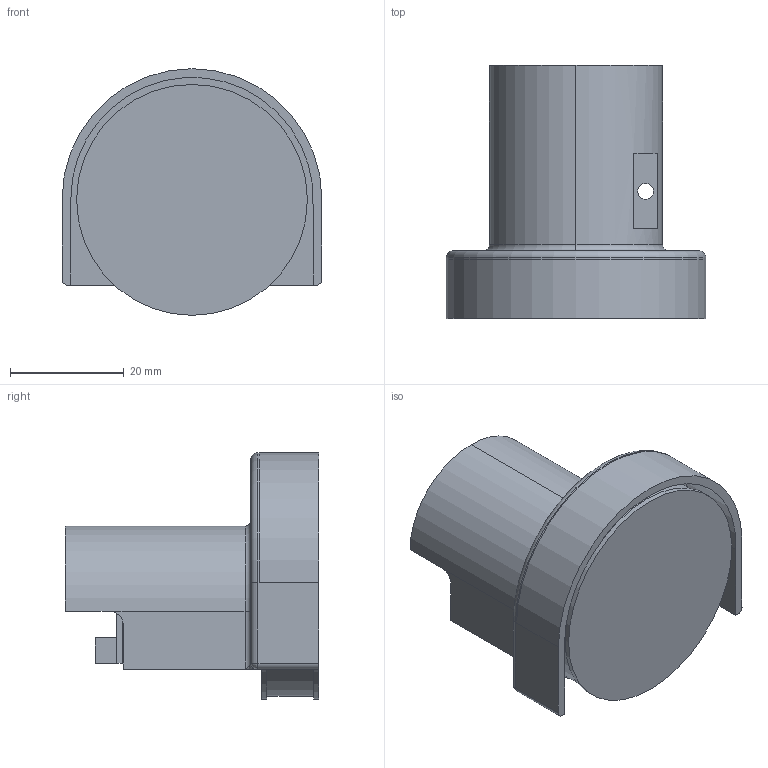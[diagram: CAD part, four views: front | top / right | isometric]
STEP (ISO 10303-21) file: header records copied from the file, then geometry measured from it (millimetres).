
FILE_DESCRIPTION(('FreeCAD Model'),'2;1');
FILE_NAME('Open CASCADE Shape Model','2023-03-03T01:28:19',(''),(''), 'Open CASCADE STEP processor 7.6','FreeCAD','Unknown');
FILE_SCHEMA(('AUTOMOTIVE_DESIGN { 1 0 10303 214 1 1 1 1 }'));
Length unit declared in the file: millimetre
Products named in the file (4): Motor; MotorBody; MotorMount; WheelBody
Assembly tree (3 placements, depth 2):
  Motor
    MotorBody
    MotorMount
    WheelBody
Bounding box: 45.72 x 44.58 x 43.42 mm (x, y, z)
Volume: 31768.2 mm3; surface area: 16043.2 mm2
Topology: 3 solids, 3 shells, 110 faces, 249 edges, 153 vertices
Faces by surface type: plane 64, cylinder 32, torus 6, bspline 6, revolution 2
Full cylindrical faces by diameter (mm): 1.016 x1, 2.794 x5, 9 x1, 39.624 x1, 40.64 x2
Entity records: 3772 total; most frequent: CARTESIAN_POINT 1230, DIRECTION 516, ORIENTED_EDGE 494, EDGE_CURVE 247, AXIS2_PLACEMENT_3D 181, VERTEX_POINT 153, LINE 152, VECTOR 152
